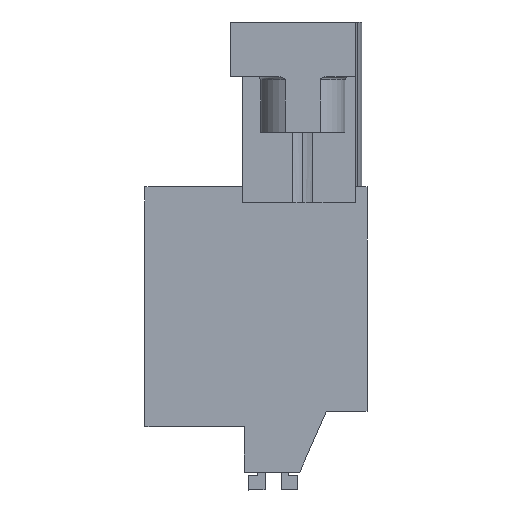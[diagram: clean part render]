
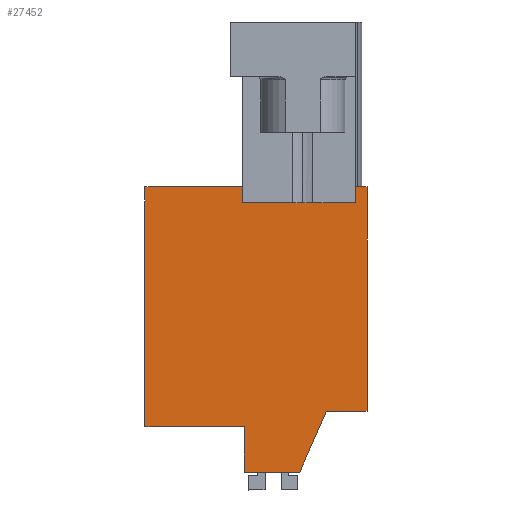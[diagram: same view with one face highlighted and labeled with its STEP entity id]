
A CAD part, left-side view. The second image highlights one B-rep face of the part: STEP entity #27452.
In plain terms, the highlighted planar face has unit normal (-1, 0, 0).
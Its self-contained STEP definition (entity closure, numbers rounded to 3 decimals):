
#27419=AXIS2_PLACEMENT_3D('Plane Axis2P3D',#27416,#27417,#27418) ;
#459=CARTESIAN_POINT('Vertex',(5.,0.,5.043)) ;
#462=CARTESIAN_POINT('Line Origine',(5.,1.3,5.043)) ;
#466=CARTESIAN_POINT('Vertex',(5.,2.6,5.043)) ;
#1391=CARTESIAN_POINT('Vertex',(5.,7.85,4.043)) ;
#1718=CARTESIAN_POINT('Vertex',(5.,7.85,1.143)) ;
#1721=CARTESIAN_POINT('Line Origine',(5.,7.85,2.593)) ;
#1955=CARTESIAN_POINT('Vertex',(5.,0.,19.383)) ;
#1958=CARTESIAN_POINT('Line Origine',(5.,0.,12.213)) ;
#2968=CARTESIAN_POINT('Vertex',(5.,14.2,4.043)) ;
#2976=CARTESIAN_POINT('Line Origine',(5.,11.025,4.043)) ;
#6649=CARTESIAN_POINT('Vertex',(5.,7.968,19.383)) ;
#6652=CARTESIAN_POINT('Line Origine',(5.,7.968,18.883)) ;
#6656=CARTESIAN_POINT('Vertex',(5.,7.968,18.383)) ;
#6745=CARTESIAN_POINT('Vertex',(5.,14.2,19.383)) ;
#6748=CARTESIAN_POINT('Line Origine',(5.,11.084,19.383)) ;
#6770=CARTESIAN_POINT('Line Origine',(5.,14.2,11.713)) ;
#8090=CARTESIAN_POINT('Vertex',(5.,0.723,19.383)) ;
#8093=CARTESIAN_POINT('Line Origine',(5.,0.361,19.383)) ;
#27390=CARTESIAN_POINT('Line Origine',(5.,3.45,3.093)) ;
#27394=CARTESIAN_POINT('Vertex',(5.,4.3,1.143)) ;
#27416=CARTESIAN_POINT('Axis2P3D Location',(5.,6.8,19.383)) ;
#27421=CARTESIAN_POINT('Line Origine',(5.,6.075,1.143)) ;
#27426=CARTESIAN_POINT('Line Origine',(5.,0.723,18.883)) ;
#27430=CARTESIAN_POINT('Vertex',(5.,0.723,18.383)) ;
#27433=CARTESIAN_POINT('Line Origine',(5.,4.345,18.383)) ;
#463=DIRECTION('Vector Direction',(0.,-1.,0.)) ;
#1722=DIRECTION('Vector Direction',(0.,0.,-1.)) ;
#1959=DIRECTION('Vector Direction',(0.,0.,1.)) ;
#2977=DIRECTION('Vector Direction',(0.,-1.,0.)) ;
#6653=DIRECTION('Vector Direction',(0.,0.,-1.)) ;
#6749=DIRECTION('Vector Direction',(0.,1.,0.)) ;
#6771=DIRECTION('Vector Direction',(0.,0.,-1.)) ;
#8094=DIRECTION('Vector Direction',(0.,1.,0.)) ;
#27391=DIRECTION('Vector Direction',(0.,-0.4,0.917)) ;
#27417=DIRECTION('Axis2P3D Direction',(-1.,0.,0.)) ;
#27418=DIRECTION('Axis2P3D XDirection',(0.,1.,0.)) ;
#27422=DIRECTION('Vector Direction',(0.,-1.,0.)) ;
#27427=DIRECTION('Vector Direction',(0.,0.,-1.)) ;
#27434=DIRECTION('Vector Direction',(0.,-1.,0.)) ;
#464=VECTOR('Line Direction',#463,1.) ;
#1723=VECTOR('Line Direction',#1722,1.) ;
#1960=VECTOR('Line Direction',#1959,1.) ;
#2978=VECTOR('Line Direction',#2977,1.) ;
#6654=VECTOR('Line Direction',#6653,1.) ;
#6750=VECTOR('Line Direction',#6749,1.) ;
#6772=VECTOR('Line Direction',#6771,1.) ;
#8095=VECTOR('Line Direction',#8094,1.) ;
#27392=VECTOR('Line Direction',#27391,1.) ;
#27423=VECTOR('Line Direction',#27422,1.) ;
#27428=VECTOR('Line Direction',#27427,1.) ;
#27435=VECTOR('Line Direction',#27434,1.) ;
#27439=ORIENTED_EDGE('',*,*,#6752,.T.) ;
#27440=ORIENTED_EDGE('',*,*,#6774,.T.) ;
#27441=ORIENTED_EDGE('',*,*,#2980,.T.) ;
#27442=ORIENTED_EDGE('',*,*,#1725,.T.) ;
#27443=ORIENTED_EDGE('',*,*,#27425,.T.) ;
#27444=ORIENTED_EDGE('',*,*,#27396,.T.) ;
#27445=ORIENTED_EDGE('',*,*,#468,.T.) ;
#27446=ORIENTED_EDGE('',*,*,#1962,.T.) ;
#27447=ORIENTED_EDGE('',*,*,#8097,.T.) ;
#27448=ORIENTED_EDGE('',*,*,#27432,.T.) ;
#27449=ORIENTED_EDGE('',*,*,#27437,.F.) ;
#27450=ORIENTED_EDGE('',*,*,#6658,.T.) ;
#27452=ADVANCED_FACE('HOUSING',(#27451),#27420,.T.) ;
#468=EDGE_CURVE('',#467,#460,#465,.T.) ;
#1725=EDGE_CURVE('',#1392,#1719,#1724,.T.) ;
#1962=EDGE_CURVE('',#460,#1956,#1961,.T.) ;
#2980=EDGE_CURVE('',#2969,#1392,#2979,.T.) ;
#6658=EDGE_CURVE('',#6657,#6650,#6655,.F.) ;
#6752=EDGE_CURVE('',#6650,#6746,#6751,.T.) ;
#6774=EDGE_CURVE('',#6746,#2969,#6773,.T.) ;
#8097=EDGE_CURVE('',#1956,#8091,#8096,.T.) ;
#27396=EDGE_CURVE('',#27395,#467,#27393,.T.) ;
#27425=EDGE_CURVE('',#1719,#27395,#27424,.T.) ;
#27432=EDGE_CURVE('',#8091,#27431,#27429,.T.) ;
#27437=EDGE_CURVE('',#6657,#27431,#27436,.T.) ;
#27438=EDGE_LOOP('',(#27439,#27440,#27441,#27442,#27443,#27444,#27445,#27446,#27447,#27448,#27449,#27450)) ;
#27451=FACE_OUTER_BOUND('',#27438,.T.) ;
#465=LINE('Line',#462,#464) ;
#1724=LINE('Line',#1721,#1723) ;
#1961=LINE('Line',#1958,#1960) ;
#2979=LINE('Line',#2976,#2978) ;
#6655=LINE('Line',#6652,#6654) ;
#6751=LINE('Line',#6748,#6750) ;
#6773=LINE('Line',#6770,#6772) ;
#8096=LINE('Line',#8093,#8095) ;
#27393=LINE('Line',#27390,#27392) ;
#27424=LINE('Line',#27421,#27423) ;
#27429=LINE('Line',#27426,#27428) ;
#27436=LINE('Line',#27433,#27435) ;
#27420=PLANE('',#27419) ;
#460=VERTEX_POINT('',#459) ;
#467=VERTEX_POINT('',#466) ;
#1392=VERTEX_POINT('',#1391) ;
#1719=VERTEX_POINT('',#1718) ;
#1956=VERTEX_POINT('',#1955) ;
#2969=VERTEX_POINT('',#2968) ;
#6650=VERTEX_POINT('',#6649) ;
#6657=VERTEX_POINT('',#6656) ;
#6746=VERTEX_POINT('',#6745) ;
#8091=VERTEX_POINT('',#8090) ;
#27395=VERTEX_POINT('',#27394) ;
#27431=VERTEX_POINT('',#27430) ;
